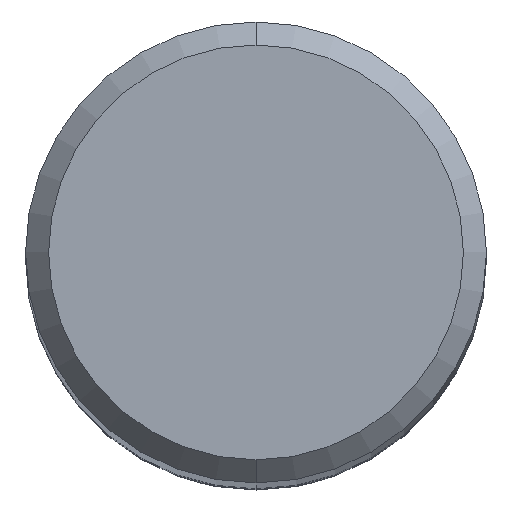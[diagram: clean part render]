
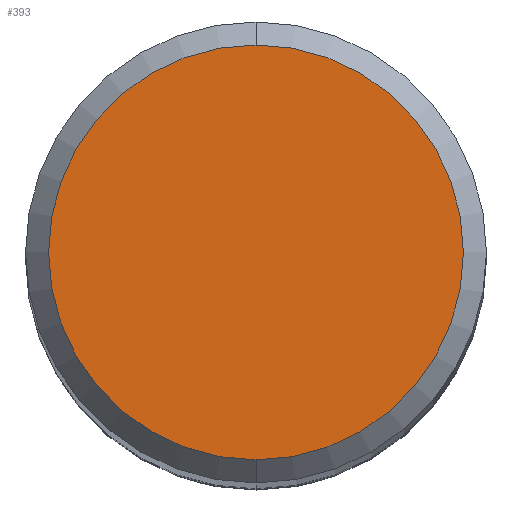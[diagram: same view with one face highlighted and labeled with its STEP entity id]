
A CAD part, top view. The second image highlights one B-rep face of the part: STEP entity #393.
In plain terms, the highlighted planar face has unit normal (0, 0, 1).
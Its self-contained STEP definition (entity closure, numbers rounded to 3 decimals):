
#175=VERTEX_POINT('',#478);
#219=EDGE_CURVE('',#387,#175,#529,.T.);
#387=VERTEX_POINT('',#717);
#393=ADVANCED_FACE('',(#723),#724,.T.);
#441=EDGE_CURVE('',#175,#387,#775,.T.);
#478=CARTESIAN_POINT('',(0.0,7.2,0.0));
#529=CIRCLE('',#902,7.2);
#717=CARTESIAN_POINT('',(0.,-7.2,0.0));
#723=FACE_OUTER_BOUND('',#1383,.T.);
#724=PLANE('',#1384);
#775=CIRCLE('',#1471,7.2);
#902=AXIS2_PLACEMENT_3D('',#1557,#1558,#1559);
#1383=EDGE_LOOP('',(#1772,#1773));
#1384=AXIS2_PLACEMENT_3D('',#1774,#1775,#1776);
#1471=AXIS2_PLACEMENT_3D('',#1825,#1826,#1827);
#1557=CARTESIAN_POINT('',(0.0,0.0,0.0));
#1558=DIRECTION('',(0.0,0.0,-1.0));
#1559=DIRECTION('',(0.0,1.0,0.0));
#1772=ORIENTED_EDGE('',*,*,#441,.F.);
#1773=ORIENTED_EDGE('',*,*,#219,.F.);
#1774=CARTESIAN_POINT('',(0.0,3.6,0.0));
#1775=DIRECTION('',(-0.0,0.0,1.0));
#1776=DIRECTION('',(0.0,-1.0,0.0));
#1825=CARTESIAN_POINT('',(0.0,0.0,0.0));
#1826=DIRECTION('',(0.0,0.0,-1.0));
#1827=DIRECTION('',(0.0,1.0,0.0));
